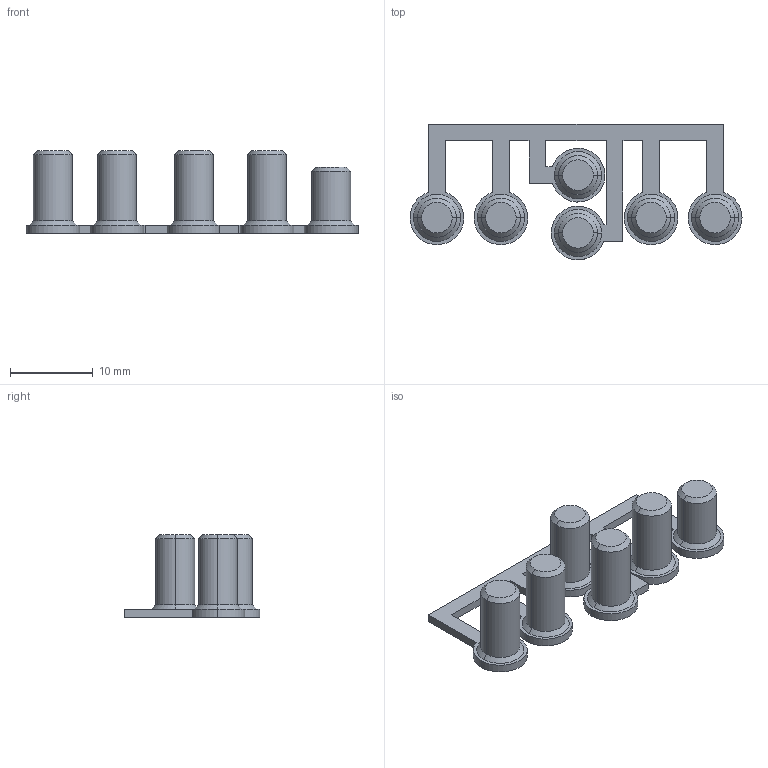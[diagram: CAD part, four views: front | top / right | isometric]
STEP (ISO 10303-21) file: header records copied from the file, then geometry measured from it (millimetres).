
FILE_DESCRIPTION (( 'STEP AP203' ), '1' );
FILE_NAME ('c4_buttons.step', '2021-01-10T11:56:19', ( '' ), ( '' ), 'SwSTEP 2.0', 'SolidWorks 2020', '' );
FILE_SCHEMA (( 'CONFIG_CONTROL_DESIGN' ));
Length unit declared in the file: millimetre
Products named in the file (1): c4_buttons
Bounding box: 40.16 x 16.41 x 10 mm (x, y, z)
Volume: 1259.8 mm3; surface area: 1688.6 mm2
Topology: 1 solids, 1 shells, 81 faces, 195 edges, 122 vertices
Faces by surface type: plane 30, cylinder 27, cone 24
Entity records: 2432 total; most frequent: DIRECTION 437, CARTESIAN_POINT 399, ORIENTED_EDGE 390, EDGE_CURVE 195, AXIS2_PLACEMENT_3D 160, VERTEX_POINT 122, VECTOR 117, LINE 117
